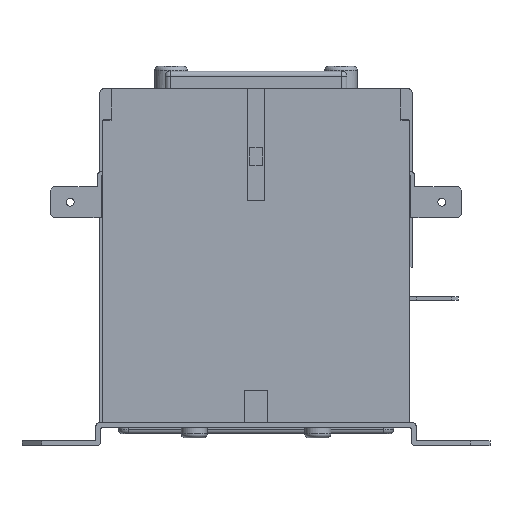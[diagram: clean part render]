
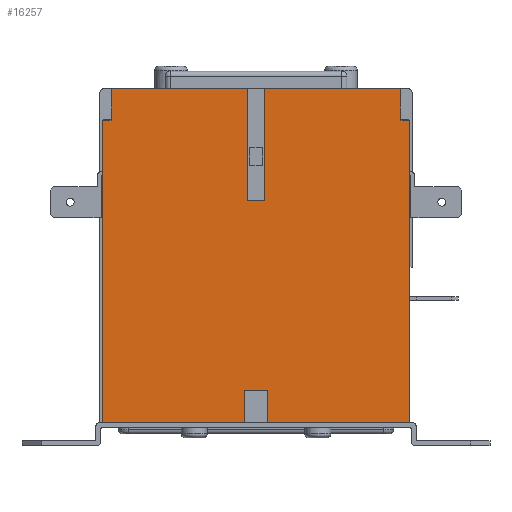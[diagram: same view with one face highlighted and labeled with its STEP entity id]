
A CAD part, left-side view. The second image highlights one B-rep face of the part: STEP entity #16257.
In plain terms, the highlighted planar face has unit normal (-1, 0, 0).
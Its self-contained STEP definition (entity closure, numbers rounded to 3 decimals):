
#1944=PLANE('',#17154);
#2664=FACE_OUTER_BOUND('',#3519,.T.);
#3519=EDGE_LOOP('',(#14929,#14930,#14931,#14932,#14933,#14934,#14935,#14936,
#14937,#14938,#14939,#14940,#14941,#14942,#14943,#14944));
#4202=LINE('',#23386,#6006);
#4211=LINE('',#23404,#6015);
#4263=LINE('',#23509,#6067);
#4309=LINE('',#23603,#6113);
#4313=LINE('',#23615,#6117);
#4344=LINE('',#23679,#6148);
#4373=LINE('',#23736,#6177);
#4378=LINE('',#23746,#6182);
#4380=LINE('',#23750,#6184);
#4387=LINE('',#23763,#6191);
#5142=LINE('',#25469,#6946);
#5146=LINE('',#25477,#6950);
#5150=LINE('',#25484,#6954);
#5153=LINE('',#25490,#6957);
#5156=LINE('',#25496,#6960);
#5159=LINE('',#25501,#6963);
#6006=VECTOR('',#18409,10.);
#6015=VECTOR('',#18420,10.);
#6067=VECTOR('',#18508,10.);
#6113=VECTOR('',#18572,10.);
#6117=VECTOR('',#18580,10.);
#6148=VECTOR('',#18627,10.);
#6177=VECTOR('',#18662,10.);
#6182=VECTOR('',#18673,10.);
#6184=VECTOR('',#18677,10.);
#6191=VECTOR('',#18690,10.);
#6946=VECTOR('',#20325,10.);
#6950=VECTOR('',#20331,10.);
#6954=VECTOR('',#20337,10.);
#6957=VECTOR('',#20344,10.);
#6960=VECTOR('',#20349,10.);
#6963=VECTOR('',#20354,10.);
#8063=VERTEX_POINT('',#23383);
#8064=VERTEX_POINT('',#23385);
#8071=VERTEX_POINT('',#23401);
#8072=VERTEX_POINT('',#23403);
#8106=VERTEX_POINT('',#23506);
#8107=VERTEX_POINT('',#23508);
#8146=VERTEX_POINT('',#23602);
#8151=VERTEX_POINT('',#23612);
#8152=VERTEX_POINT('',#23614);
#8177=VERTEX_POINT('',#23678);
#8202=VERTEX_POINT('',#23734);
#8205=VERTEX_POINT('',#23749);
#8719=VERTEX_POINT('',#25468);
#8722=VERTEX_POINT('',#25476);
#8725=VERTEX_POINT('',#25489);
#8727=VERTEX_POINT('',#25495);
#9705=EDGE_CURVE('',#8063,#8064,#4202,.T.);
#9714=EDGE_CURVE('',#8071,#8072,#4211,.T.);
#9766=EDGE_CURVE('',#8107,#8106,#4263,.T.);
#9813=EDGE_CURVE('',#8107,#8146,#4309,.T.);
#9819=EDGE_CURVE('',#8151,#8152,#4313,.T.);
#9853=EDGE_CURVE('',#8152,#8177,#4344,.T.);
#9882=EDGE_CURVE('',#8071,#8202,#4373,.T.);
#9887=EDGE_CURVE('',#8202,#8177,#4378,.T.);
#9889=EDGE_CURVE('',#8205,#8064,#4380,.T.);
#9896=EDGE_CURVE('',#8106,#8205,#4387,.T.);
#10741=EDGE_CURVE('',#8151,#8719,#5142,.T.);
#10745=EDGE_CURVE('',#8722,#8146,#5146,.T.);
#10749=EDGE_CURVE('',#8719,#8722,#5150,.T.);
#10752=EDGE_CURVE('',#8725,#8072,#5153,.T.);
#10755=EDGE_CURVE('',#8727,#8725,#5156,.T.);
#10758=EDGE_CURVE('',#8063,#8727,#5159,.T.);
#14929=ORIENTED_EDGE('',*,*,#9887,.T.);
#14930=ORIENTED_EDGE('',*,*,#9853,.F.);
#14931=ORIENTED_EDGE('',*,*,#9819,.F.);
#14932=ORIENTED_EDGE('',*,*,#10741,.T.);
#14933=ORIENTED_EDGE('',*,*,#10749,.T.);
#14934=ORIENTED_EDGE('',*,*,#10745,.T.);
#14935=ORIENTED_EDGE('',*,*,#9813,.F.);
#14936=ORIENTED_EDGE('',*,*,#9766,.T.);
#14937=ORIENTED_EDGE('',*,*,#9896,.T.);
#14938=ORIENTED_EDGE('',*,*,#9889,.T.);
#14939=ORIENTED_EDGE('',*,*,#9705,.F.);
#14940=ORIENTED_EDGE('',*,*,#10758,.T.);
#14941=ORIENTED_EDGE('',*,*,#10755,.T.);
#14942=ORIENTED_EDGE('',*,*,#10752,.T.);
#14943=ORIENTED_EDGE('',*,*,#9714,.F.);
#14944=ORIENTED_EDGE('',*,*,#9882,.T.);
#16257=ADVANCED_FACE('',(#2664),#1944,.T.);
#17154=AXIS2_PLACEMENT_3D('',#25768,#20604,#20605);
#18409=DIRECTION('',(0.,-1.,0.));
#18420=DIRECTION('',(0.,-1.,0.));
#18508=DIRECTION('',(0.,0.,1.));
#18572=DIRECTION('',(0.,1.,0.));
#18580=DIRECTION('',(0.,1.,0.));
#18627=DIRECTION('',(0.,0.,1.));
#18662=DIRECTION('',(0.,0.,-1.));
#18673=DIRECTION('',(0.,1.,0.));
#18677=DIRECTION('',(0.,0.,1.));
#18690=DIRECTION('',(0.,1.,0.));
#20325=DIRECTION('',(0.,0.,1.));
#20331=DIRECTION('',(0.,0.,-1.));
#20337=DIRECTION('',(0.,-1.,0.));
#20344=DIRECTION('',(0.,0.,1.));
#20349=DIRECTION('',(0.,1.,0.));
#20354=DIRECTION('',(0.,0.,-1.));
#20604=DIRECTION('center_axis',(-1.,0.,0.));
#20605=DIRECTION('ref_axis',(0.,-1.,0.));
#23383=CARTESIAN_POINT('',(-29.5,-1.8,72.7));
#23385=CARTESIAN_POINT('',(-29.5,-29.5,72.7));
#23386=CARTESIAN_POINT('',(-29.5,31.3,72.7));
#23401=CARTESIAN_POINT('',(-29.5,29.5,72.7));
#23403=CARTESIAN_POINT('',(-29.5,1.8,72.7));
#23404=CARTESIAN_POINT('',(-29.5,31.3,72.7));
#23506=CARTESIAN_POINT('',(-29.5,-31.3,66.2));
#23508=CARTESIAN_POINT('',(-29.5,-31.3,4.7));
#23509=CARTESIAN_POINT('',(-29.5,-31.3,4.7));
#23602=CARTESIAN_POINT('',(-29.5,-2.4,4.7));
#23603=CARTESIAN_POINT('',(-29.5,-0.25,4.7));
#23612=CARTESIAN_POINT('',(-29.5,2.4,4.7));
#23614=CARTESIAN_POINT('',(-29.5,31.3,4.7));
#23615=CARTESIAN_POINT('',(-29.5,-0.25,4.7));
#23678=CARTESIAN_POINT('',(-29.5,31.3,66.2));
#23679=CARTESIAN_POINT('',(-29.5,31.3,4.7));
#23734=CARTESIAN_POINT('',(-29.5,29.5,66.2));
#23736=CARTESIAN_POINT('',(-29.5,29.5,38.7));
#23746=CARTESIAN_POINT('',(-29.5,30.275,66.2));
#23749=CARTESIAN_POINT('',(-29.5,-29.5,66.2));
#23750=CARTESIAN_POINT('',(-29.5,-29.5,38.7));
#23763=CARTESIAN_POINT('',(-29.5,1.025,66.2));
#25468=CARTESIAN_POINT('',(-29.5,2.4,11.3));
#25469=CARTESIAN_POINT('',(-29.5,2.4,4.7));
#25476=CARTESIAN_POINT('',(-29.5,-2.4,11.3));
#25477=CARTESIAN_POINT('',(-29.5,-2.4,8.));
#25484=CARTESIAN_POINT('',(-29.5,16.85,11.3));
#25489=CARTESIAN_POINT('',(-29.5,1.8,49.8));
#25490=CARTESIAN_POINT('',(-29.5,1.8,27.25));
#25495=CARTESIAN_POINT('',(-29.5,-1.8,49.8));
#25496=CARTESIAN_POINT('',(-29.5,14.75,49.8));
#25501=CARTESIAN_POINT('',(-29.5,-1.8,38.7));
#25768=CARTESIAN_POINT('Origin',(-29.5,31.3,4.7));
